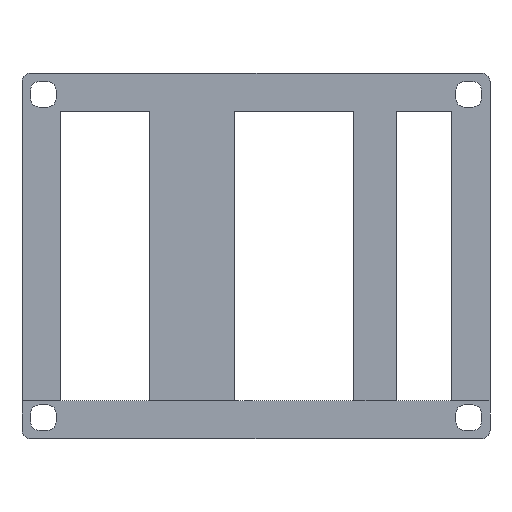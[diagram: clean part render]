
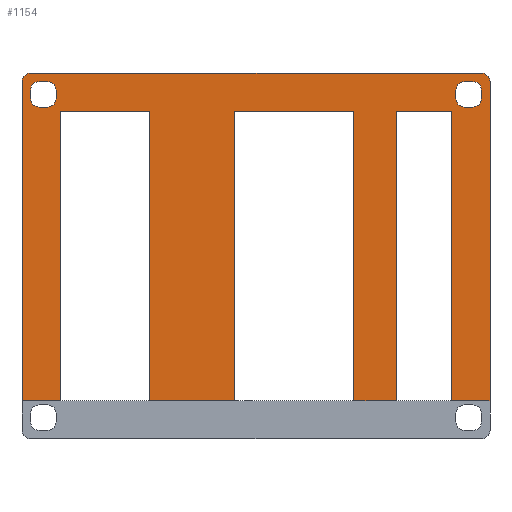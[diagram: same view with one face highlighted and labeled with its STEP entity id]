
A CAD part, front view. The second image highlights one B-rep face of the part: STEP entity #1154.
In plain terms, the highlighted planar face has unit normal (0, -1, 0).
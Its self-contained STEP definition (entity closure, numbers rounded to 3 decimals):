
#41=FACE_BOUND('',#139,.T.);
#42=FACE_BOUND('',#140,.T.);
#74=FACE_OUTER_BOUND('',#138,.T.);
#138=EDGE_LOOP('',(#901,#902,#903,#904,#905,#906,#907,#908,#909,#910,#911,
#912,#913,#914,#915,#916,#917,#918));
#139=EDGE_LOOP('',(#919,#920,#921,#922,#923,#924,#925,#926));
#140=EDGE_LOOP('',(#927,#928,#929,#930,#931,#932,#933,#934));
#193=CIRCLE('',#1250,1.27);
#194=CIRCLE('',#1251,1.27);
#195=CIRCLE('',#1252,1.27);
#196=CIRCLE('',#1253,1.27);
#197=CIRCLE('',#1254,1.27);
#198=CIRCLE('',#1255,1.27);
#199=CIRCLE('',#1256,1.27);
#200=CIRCLE('',#1257,1.27);
#201=CIRCLE('',#1258,1.27);
#202=CIRCLE('',#1259,1.27);
#260=LINE('',#1770,#388);
#264=LINE('',#1779,#392);
#268=LINE('',#1788,#396);
#272=LINE('',#1797,#400);
#275=LINE('',#1803,#403);
#278=LINE('',#1809,#406);
#279=LINE('',#1811,#407);
#280=LINE('',#1812,#408);
#281=LINE('',#1814,#409);
#282=LINE('',#1816,#410);
#283=LINE('',#1817,#411);
#284=LINE('',#1819,#412);
#285=LINE('',#1821,#413);
#286=LINE('',#1822,#414);
#287=LINE('',#1824,#415);
#288=LINE('',#1828,#416);
#289=LINE('',#1834,#417);
#290=LINE('',#1838,#418);
#291=LINE('',#1842,#419);
#292=LINE('',#1845,#420);
#293=LINE('',#1850,#421);
#294=LINE('',#1854,#422);
#295=LINE('',#1858,#423);
#296=LINE('',#1861,#424);
#388=VECTOR('',#1439,10.);
#392=VECTOR('',#1445,10.);
#396=VECTOR('',#1451,10.);
#400=VECTOR('',#1457,10.);
#403=VECTOR('',#1462,10.);
#406=VECTOR('',#1467,10.);
#407=VECTOR('',#1468,10.);
#408=VECTOR('',#1469,10.);
#409=VECTOR('',#1470,10.);
#410=VECTOR('',#1471,10.);
#411=VECTOR('',#1472,10.);
#412=VECTOR('',#1473,10.);
#413=VECTOR('',#1474,10.);
#414=VECTOR('',#1475,10.);
#415=VECTOR('',#1476,10.);
#416=VECTOR('',#1479,10.);
#417=VECTOR('',#1484,10.);
#418=VECTOR('',#1487,10.);
#419=VECTOR('',#1490,10.);
#420=VECTOR('',#1493,10.);
#421=VECTOR('',#1496,10.);
#422=VECTOR('',#1499,10.);
#423=VECTOR('',#1502,10.);
#424=VECTOR('',#1505,10.);
#513=VERTEX_POINT('',#1766);
#515=VERTEX_POINT('',#1769);
#517=VERTEX_POINT('',#1775);
#519=VERTEX_POINT('',#1778);
#521=VERTEX_POINT('',#1784);
#523=VERTEX_POINT('',#1787);
#525=VERTEX_POINT('',#1793);
#527=VERTEX_POINT('',#1796);
#529=VERTEX_POINT('',#1802);
#531=VERTEX_POINT('',#1808);
#532=VERTEX_POINT('',#1810);
#533=VERTEX_POINT('',#1813);
#534=VERTEX_POINT('',#1815);
#535=VERTEX_POINT('',#1818);
#536=VERTEX_POINT('',#1820);
#537=VERTEX_POINT('',#1823);
#538=VERTEX_POINT('',#1825);
#539=VERTEX_POINT('',#1827);
#540=VERTEX_POINT('',#1830);
#541=VERTEX_POINT('',#1831);
#542=VERTEX_POINT('',#1833);
#543=VERTEX_POINT('',#1835);
#544=VERTEX_POINT('',#1837);
#545=VERTEX_POINT('',#1839);
#546=VERTEX_POINT('',#1841);
#547=VERTEX_POINT('',#1843);
#548=VERTEX_POINT('',#1846);
#549=VERTEX_POINT('',#1847);
#550=VERTEX_POINT('',#1849);
#551=VERTEX_POINT('',#1851);
#552=VERTEX_POINT('',#1853);
#553=VERTEX_POINT('',#1855);
#554=VERTEX_POINT('',#1857);
#555=VERTEX_POINT('',#1859);
#648=EDGE_CURVE('',#515,#513,#260,.T.);
#652=EDGE_CURVE('',#519,#517,#264,.T.);
#656=EDGE_CURVE('',#523,#521,#268,.T.);
#660=EDGE_CURVE('',#527,#525,#272,.T.);
#663=EDGE_CURVE('',#529,#519,#275,.T.);
#666=EDGE_CURVE('',#531,#517,#278,.T.);
#667=EDGE_CURVE('',#532,#531,#279,.T.);
#668=EDGE_CURVE('',#523,#532,#280,.T.);
#669=EDGE_CURVE('',#533,#521,#281,.T.);
#670=EDGE_CURVE('',#534,#533,#282,.T.);
#671=EDGE_CURVE('',#527,#534,#283,.T.);
#672=EDGE_CURVE('',#535,#525,#284,.T.);
#673=EDGE_CURVE('',#536,#535,#285,.T.);
#674=EDGE_CURVE('',#515,#536,#286,.T.);
#675=EDGE_CURVE('',#513,#537,#287,.T.);
#676=EDGE_CURVE('',#538,#537,#193,.T.);
#677=EDGE_CURVE('',#538,#539,#288,.T.);
#678=EDGE_CURVE('',#529,#539,#194,.T.);
#679=EDGE_CURVE('',#540,#541,#195,.T.);
#680=EDGE_CURVE('',#542,#540,#289,.T.);
#681=EDGE_CURVE('',#543,#542,#196,.T.);
#682=EDGE_CURVE('',#544,#543,#290,.T.);
#683=EDGE_CURVE('',#545,#544,#197,.T.);
#684=EDGE_CURVE('',#546,#545,#291,.T.);
#685=EDGE_CURVE('',#547,#546,#198,.T.);
#686=EDGE_CURVE('',#541,#547,#292,.T.);
#687=EDGE_CURVE('',#548,#549,#199,.T.);
#688=EDGE_CURVE('',#550,#548,#293,.T.);
#689=EDGE_CURVE('',#551,#550,#200,.T.);
#690=EDGE_CURVE('',#552,#551,#294,.T.);
#691=EDGE_CURVE('',#553,#552,#201,.T.);
#692=EDGE_CURVE('',#554,#553,#295,.T.);
#693=EDGE_CURVE('',#555,#554,#202,.T.);
#694=EDGE_CURVE('',#549,#555,#296,.T.);
#901=ORIENTED_EDGE('',*,*,#652,.T.);
#902=ORIENTED_EDGE('',*,*,#666,.F.);
#903=ORIENTED_EDGE('',*,*,#667,.F.);
#904=ORIENTED_EDGE('',*,*,#668,.F.);
#905=ORIENTED_EDGE('',*,*,#656,.T.);
#906=ORIENTED_EDGE('',*,*,#669,.F.);
#907=ORIENTED_EDGE('',*,*,#670,.F.);
#908=ORIENTED_EDGE('',*,*,#671,.F.);
#909=ORIENTED_EDGE('',*,*,#660,.T.);
#910=ORIENTED_EDGE('',*,*,#672,.F.);
#911=ORIENTED_EDGE('',*,*,#673,.F.);
#912=ORIENTED_EDGE('',*,*,#674,.F.);
#913=ORIENTED_EDGE('',*,*,#648,.T.);
#914=ORIENTED_EDGE('',*,*,#675,.T.);
#915=ORIENTED_EDGE('',*,*,#676,.F.);
#916=ORIENTED_EDGE('',*,*,#677,.T.);
#917=ORIENTED_EDGE('',*,*,#678,.F.);
#918=ORIENTED_EDGE('',*,*,#663,.T.);
#919=ORIENTED_EDGE('',*,*,#679,.F.);
#920=ORIENTED_EDGE('',*,*,#680,.F.);
#921=ORIENTED_EDGE('',*,*,#681,.F.);
#922=ORIENTED_EDGE('',*,*,#682,.F.);
#923=ORIENTED_EDGE('',*,*,#683,.F.);
#924=ORIENTED_EDGE('',*,*,#684,.F.);
#925=ORIENTED_EDGE('',*,*,#685,.F.);
#926=ORIENTED_EDGE('',*,*,#686,.F.);
#927=ORIENTED_EDGE('',*,*,#687,.F.);
#928=ORIENTED_EDGE('',*,*,#688,.F.);
#929=ORIENTED_EDGE('',*,*,#689,.F.);
#930=ORIENTED_EDGE('',*,*,#690,.F.);
#931=ORIENTED_EDGE('',*,*,#691,.F.);
#932=ORIENTED_EDGE('',*,*,#692,.F.);
#933=ORIENTED_EDGE('',*,*,#693,.F.);
#934=ORIENTED_EDGE('',*,*,#694,.F.);
#1104=PLANE('',#1249);
#1154=ADVANCED_FACE('',(#74,#41,#42),#1104,.F.);
#1249=AXIS2_PLACEMENT_3D('',#1807,#1465,#1466);
#1250=AXIS2_PLACEMENT_3D('',#1826,#1477,#1478);
#1251=AXIS2_PLACEMENT_3D('',#1829,#1480,#1481);
#1252=AXIS2_PLACEMENT_3D('',#1832,#1482,#1483);
#1253=AXIS2_PLACEMENT_3D('',#1836,#1485,#1486);
#1254=AXIS2_PLACEMENT_3D('',#1840,#1488,#1489);
#1255=AXIS2_PLACEMENT_3D('',#1844,#1491,#1492);
#1256=AXIS2_PLACEMENT_3D('',#1848,#1494,#1495);
#1257=AXIS2_PLACEMENT_3D('',#1852,#1497,#1498);
#1258=AXIS2_PLACEMENT_3D('',#1856,#1500,#1501);
#1259=AXIS2_PLACEMENT_3D('',#1860,#1503,#1504);
#1439=DIRECTION('',(1.,0.,0.));
#1445=DIRECTION('',(1.,0.,0.));
#1451=DIRECTION('',(1.,0.,0.));
#1457=DIRECTION('',(1.,0.,0.));
#1462=DIRECTION('',(0.,0.,-1.));
#1465=DIRECTION('center_axis',(0.,1.,0.));
#1466=DIRECTION('ref_axis',(1.,0.,0.));
#1467=DIRECTION('',(0.,0.,-1.));
#1468=DIRECTION('',(-1.,0.,0.));
#1469=DIRECTION('',(0.,0.,1.));
#1470=DIRECTION('',(0.,0.,-1.));
#1471=DIRECTION('',(-1.,0.,0.));
#1472=DIRECTION('',(0.,0.,1.));
#1473=DIRECTION('',(0.,0.,-1.));
#1474=DIRECTION('',(-1.,0.,0.));
#1475=DIRECTION('',(0.,0.,1.));
#1476=DIRECTION('',(0.,0.,1.));
#1477=DIRECTION('center_axis',(0.,1.,0.));
#1478=DIRECTION('ref_axis',(0.,0.,1.));
#1479=DIRECTION('',(-1.,0.,0.));
#1480=DIRECTION('center_axis',(0.,1.,0.));
#1481=DIRECTION('ref_axis',(-1.,0.,0.));
#1482=DIRECTION('center_axis',(0.,-1.,0.));
#1483=DIRECTION('ref_axis',(-1.,0.,0.));
#1484=DIRECTION('',(-1.,0.,0.));
#1485=DIRECTION('center_axis',(0.,-1.,0.));
#1486=DIRECTION('ref_axis',(0.,0.,1.));
#1487=DIRECTION('',(0.,0.,1.));
#1488=DIRECTION('center_axis',(0.,-1.,0.));
#1489=DIRECTION('ref_axis',(1.,0.,0.));
#1490=DIRECTION('',(1.,0.,0.));
#1491=DIRECTION('center_axis',(0.,-1.,0.));
#1492=DIRECTION('ref_axis',(0.,0.,-1.));
#1493=DIRECTION('',(0.,0.,-1.));
#1494=DIRECTION('center_axis',(0.,-1.,0.));
#1495=DIRECTION('ref_axis',(-1.,0.,0.));
#1496=DIRECTION('',(-1.,0.,0.));
#1497=DIRECTION('center_axis',(0.,-1.,0.));
#1498=DIRECTION('ref_axis',(0.,0.,1.));
#1499=DIRECTION('',(0.,0.,1.));
#1500=DIRECTION('center_axis',(0.,-1.,0.));
#1501=DIRECTION('ref_axis',(1.,0.,0.));
#1502=DIRECTION('',(1.,0.,0.));
#1503=DIRECTION('center_axis',(0.,-1.,0.));
#1504=DIRECTION('ref_axis',(0.,0.,-1.));
#1505=DIRECTION('',(0.,0.,-1.));
#1766=CARTESIAN_POINT('',(34.925,0.,-21.59));
#1769=CARTESIAN_POINT('',(29.21,0.,-21.59));
#1770=CARTESIAN_POINT('',(0.,0.,-21.59));
#1775=CARTESIAN_POINT('',(-29.21,0.,-21.59));
#1778=CARTESIAN_POINT('',(-34.925,0.,-21.59));
#1779=CARTESIAN_POINT('',(0.,0.,-21.59));
#1784=CARTESIAN_POINT('',(-3.175,0.,-21.59));
#1787=CARTESIAN_POINT('',(-15.875,0.,-21.59));
#1788=CARTESIAN_POINT('',(0.,0.,-21.59));
#1793=CARTESIAN_POINT('',(20.955,0.,-21.59));
#1796=CARTESIAN_POINT('',(14.605,0.,-21.59));
#1797=CARTESIAN_POINT('',(0.,0.,-21.59));
#1802=CARTESIAN_POINT('',(-34.925,0.,26.035));
#1803=CARTESIAN_POINT('',(-34.925,0.,26.035));
#1807=CARTESIAN_POINT('Origin',(0.,0.,0.));
#1808=CARTESIAN_POINT('',(-29.21,0.,21.59));
#1809=CARTESIAN_POINT('',(-29.21,0.,21.59));
#1810=CARTESIAN_POINT('',(-15.875,0.,21.59));
#1811=CARTESIAN_POINT('',(-15.875,0.,21.59));
#1812=CARTESIAN_POINT('',(-15.875,0.,21.59));
#1813=CARTESIAN_POINT('',(-3.175,0.,21.59));
#1814=CARTESIAN_POINT('',(-3.175,0.,-21.59));
#1815=CARTESIAN_POINT('',(14.605,0.,21.59));
#1816=CARTESIAN_POINT('',(14.605,0.,21.59));
#1817=CARTESIAN_POINT('',(14.605,0.,21.59));
#1818=CARTESIAN_POINT('',(20.955,0.,21.59));
#1819=CARTESIAN_POINT('',(20.955,0.,21.59));
#1820=CARTESIAN_POINT('',(29.21,0.,21.59));
#1821=CARTESIAN_POINT('',(29.21,0.,21.59));
#1822=CARTESIAN_POINT('',(29.21,0.,-21.59));
#1823=CARTESIAN_POINT('',(34.925,0.,26.035));
#1824=CARTESIAN_POINT('',(34.925,0.,-26.035));
#1825=CARTESIAN_POINT('',(33.655,0.,27.305));
#1826=CARTESIAN_POINT('Origin',(33.655,0.,26.035));
#1827=CARTESIAN_POINT('',(-33.655,0.,27.305));
#1828=CARTESIAN_POINT('',(33.655,0.,27.305));
#1829=CARTESIAN_POINT('Origin',(-33.655,0.,26.035));
#1830=CARTESIAN_POINT('',(-32.385,0.,26.035));
#1831=CARTESIAN_POINT('',(-33.655,0.,24.765));
#1832=CARTESIAN_POINT('Origin',(-32.385,0.,24.765));
#1833=CARTESIAN_POINT('',(-31.115,0.,26.035));
#1834=CARTESIAN_POINT('',(-32.385,0.,26.035));
#1835=CARTESIAN_POINT('',(-29.845,0.,24.765));
#1836=CARTESIAN_POINT('Origin',(-31.115,0.,24.765));
#1837=CARTESIAN_POINT('',(-29.845,0.,23.495));
#1838=CARTESIAN_POINT('',(-29.845,0.,24.765));
#1839=CARTESIAN_POINT('',(-31.115,0.,22.225));
#1840=CARTESIAN_POINT('Origin',(-31.115,0.,23.495));
#1841=CARTESIAN_POINT('',(-32.385,0.,22.225));
#1842=CARTESIAN_POINT('',(-31.115,0.,22.225));
#1843=CARTESIAN_POINT('',(-33.655,0.,23.495));
#1844=CARTESIAN_POINT('Origin',(-32.385,0.,23.495));
#1845=CARTESIAN_POINT('',(-33.655,0.,23.495));
#1846=CARTESIAN_POINT('',(31.115,0.,26.035));
#1847=CARTESIAN_POINT('',(29.845,0.,24.765));
#1848=CARTESIAN_POINT('Origin',(31.115,0.,24.765));
#1849=CARTESIAN_POINT('',(32.385,0.,26.035));
#1850=CARTESIAN_POINT('',(31.115,0.,26.035));
#1851=CARTESIAN_POINT('',(33.655,0.,24.765));
#1852=CARTESIAN_POINT('Origin',(32.385,0.,24.765));
#1853=CARTESIAN_POINT('',(33.655,0.,23.495));
#1854=CARTESIAN_POINT('',(33.655,0.,24.765));
#1855=CARTESIAN_POINT('',(32.385,0.,22.225));
#1856=CARTESIAN_POINT('Origin',(32.385,0.,23.495));
#1857=CARTESIAN_POINT('',(31.115,0.,22.225));
#1858=CARTESIAN_POINT('',(32.385,0.,22.225));
#1859=CARTESIAN_POINT('',(29.845,0.,23.495));
#1860=CARTESIAN_POINT('Origin',(31.115,0.,23.495));
#1861=CARTESIAN_POINT('',(29.845,0.,23.495));
